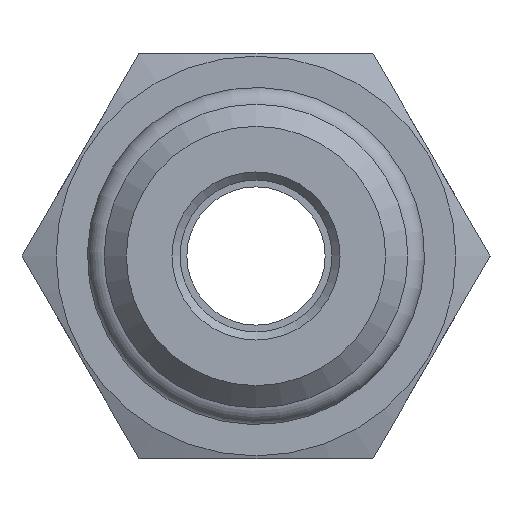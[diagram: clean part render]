
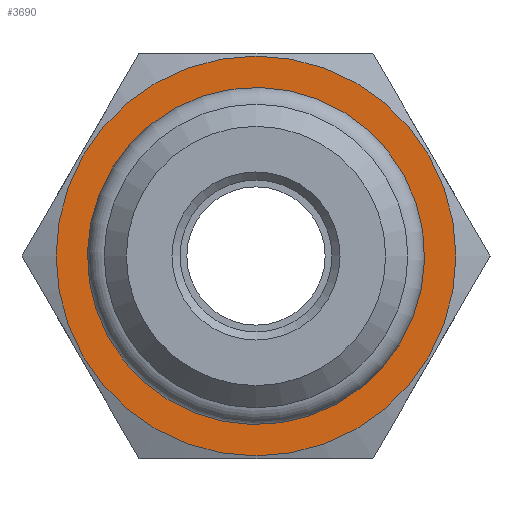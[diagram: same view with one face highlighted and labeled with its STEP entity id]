
A CAD part, left-side view. The second image highlights one B-rep face of the part: STEP entity #3690.
In plain terms, the highlighted planar face has unit normal (-1, 0, 0).
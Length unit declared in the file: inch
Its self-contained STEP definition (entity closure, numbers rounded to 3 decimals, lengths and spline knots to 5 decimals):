
#3388=CARTESIAN_POINT('',(0.0,0.,0.242));
#3389=VERTEX_POINT('',#3388);
#3390=CARTESIAN_POINT('',(0.0,0.,0.0));
#3391=DIRECTION('',(-1.0,0.0,0.0));
#3392=DIRECTION('',(0.0,0.0,-1.0));
#3393=AXIS2_PLACEMENT_3D('',#3390,#3391,#3392);
#3394=CIRCLE('',#3393,0.242);
#3395=EDGE_CURVE('',#3389,#3389,#3394,.T.);
#3493=CARTESIAN_POINT('',(0.0,0.37,0.0));
#3494=VERTEX_POINT('',#3493);
#3495=CARTESIAN_POINT('',(0.0,0.0,0.0));
#3496=DIRECTION('',(-1.0,0.0,0.0));
#3497=DIRECTION('',(0.0,1.0,0.0));
#3498=AXIS2_PLACEMENT_3D('',#3495,#3496,#3497);
#3499=CIRCLE('',#3498,0.37);
#3500=EDGE_CURVE('',#3494,#3494,#3499,.T.);
#3679=CARTESIAN_POINT('',(0.0,0.,0.));
#3680=DIRECTION('',(1.0,0.0,0.0));
#3681=DIRECTION('',(0.0,0.0,-1.0));
#3682=AXIS2_PLACEMENT_3D('',#3679,#3680,#3681);
#3683=PLANE('',#3682);
#3684=ORIENTED_EDGE('',*,*,#3500,.T.);
#3685=EDGE_LOOP('',(#3684));
#3686=FACE_OUTER_BOUND('',#3685,.T.);
#3687=ORIENTED_EDGE('',*,*,#3395,.F.);
#3688=EDGE_LOOP('',(#3687));
#3689=FACE_BOUND('',#3688,.T.);
#3690=ADVANCED_FACE('',(#3686,#3689),#3683,.F.);
